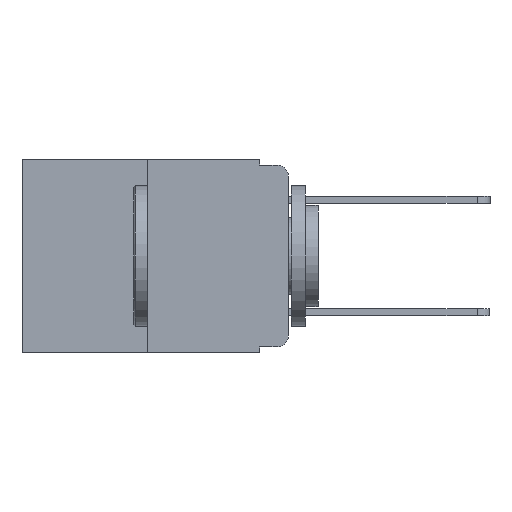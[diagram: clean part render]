
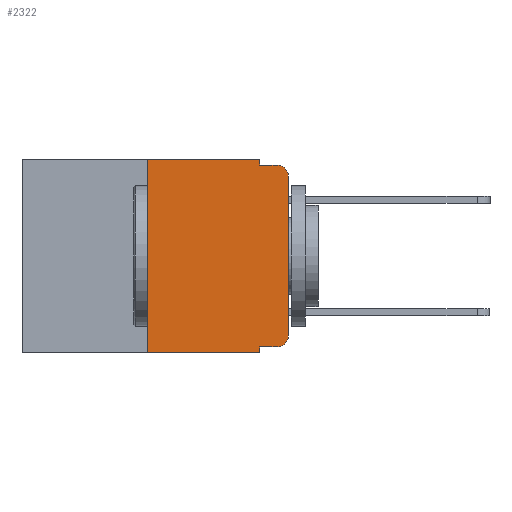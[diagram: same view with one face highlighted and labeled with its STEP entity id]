
A CAD part, left-side view. The second image highlights one B-rep face of the part: STEP entity #2322.
In plain terms, the highlighted planar face has unit normal (-1, 0, 0).
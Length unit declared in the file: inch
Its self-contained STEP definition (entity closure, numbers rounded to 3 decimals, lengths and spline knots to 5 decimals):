
#106 = VERTEX_POINT ( 'NONE', #480 ) ;
#156 = LINE ( 'NONE', #9343, #620 ) ;
#480 = CARTESIAN_POINT ( 'NONE',  ( 0., 0.02, -0.333 ) ) ;
#620 = VECTOR ( 'NONE', #10576, 39.37008 ) ;
#886 = LINE ( 'NONE', #14267, #11102 ) ;
#1092 = VERTEX_POINT ( 'NONE', #8266 ) ;
#1260 = EDGE_LOOP ( 'NONE', ( #12385, #6182, #12739, #16159, #10699, #8172, #11459, #5099, #5550, #2201 ) ) ;
#1300 = CARTESIAN_POINT ( 'NONE',  ( 0., 0.051, -0.01 ) ) ;
#1349 = CARTESIAN_POINT ( 'NONE',  ( 0., 0.25, 0. ) ) ;
#1778 = VERTEX_POINT ( 'NONE', #13745 ) ;
#1989 = FACE_OUTER_BOUND ( 'NONE', #1260, .T. ) ;
#2026 = AXIS2_PLACEMENT_3D ( 'NONE', #6865, #15291, #8133 ) ;
#2056 = CARTESIAN_POINT ( 'NONE',  ( 0., 0., -0.313 ) ) ;
#2172 = EDGE_CURVE ( 'NONE', #4190, #1778, #886, .T. ) ;
#2201 = ORIENTED_EDGE ( 'NONE', *, *, #7578, .T. ) ;
#2322 = ADVANCED_FACE ( 'NONE', ( #1989 ), #3285, .F. ) ;
#2565 = CARTESIAN_POINT ( 'NONE',  ( 0., 0.02, -0.03 ) ) ;
#2805 = VERTEX_POINT ( 'NONE', #12078 ) ;
#2935 = VECTOR ( 'NONE', #13565, 39.37008 ) ;
#3285 = PLANE ( 'NONE',  #13324 ) ;
#3617 = EDGE_CURVE ( 'NONE', #1092, #5695, #6543, .T. ) ;
#3790 = EDGE_CURVE ( 'NONE', #1778, #4580, #10852, .T. ) ;
#4018 = DIRECTION ( 'NONE',  ( 0., 0., -1. ) ) ;
#4190 = VERTEX_POINT ( 'NONE', #2056 ) ;
#4580 = VERTEX_POINT ( 'NONE', #12092 ) ;
#4702 = CARTESIAN_POINT ( 'NONE',  ( 0., 0.473, 0. ) ) ;
#4728 = EDGE_CURVE ( 'NONE', #2805, #16422, #7020, .T. ) ;
#4842 = CARTESIAN_POINT ( 'NONE',  ( 0., 0.051, 0. ) ) ;
#4916 = EDGE_CURVE ( 'NONE', #1092, #106, #10535, .T. ) ;
#4950 = DIRECTION ( 'NONE',  ( 0., 0., -1. ) ) ;
#5099 = ORIENTED_EDGE ( 'NONE', *, *, #3617, .F. ) ;
#5213 = VERTEX_POINT ( 'NONE', #1349 ) ;
#5275 = CARTESIAN_POINT ( 'NONE',  ( 0., 0.473, -0.343 ) ) ;
#5550 = ORIENTED_EDGE ( 'NONE', *, *, #4916, .T. ) ;
#5693 = CARTESIAN_POINT ( 'NONE',  ( 0., 0.25, -0.343 ) ) ;
#5695 = VERTEX_POINT ( 'NONE', #10643 ) ;
#6110 = DIRECTION ( 'NONE',  ( 1., 0., 0. ) ) ;
#6182 = ORIENTED_EDGE ( 'NONE', *, *, #3790, .T. ) ;
#6332 = EDGE_CURVE ( 'NONE', #16493, #5213, #156, .T. ) ;
#6543 = LINE ( 'NONE', #10079, #15769 ) ;
#6569 = CARTESIAN_POINT ( 'NONE',  ( 0., 0.051, -0.333 ) ) ;
#6833 = VECTOR ( 'NONE', #11632, 39.37008 ) ;
#6865 = CARTESIAN_POINT ( 'NONE',  ( 0., 0.02, -0.313 ) ) ;
#7020 = LINE ( 'NONE', #4842, #2935 ) ;
#7577 = CARTESIAN_POINT ( 'NONE',  ( 0., 0.051, -0.01 ) ) ;
#7578 = EDGE_CURVE ( 'NONE', #106, #4190, #13626, .T. ) ;
#8028 = EDGE_CURVE ( 'NONE', #16422, #4580, #13187, .T. ) ;
#8133 = DIRECTION ( 'NONE',  ( 0., 0., -1. ) ) ;
#8172 = ORIENTED_EDGE ( 'NONE', *, *, #6332, .F. ) ;
#8266 = CARTESIAN_POINT ( 'NONE',  ( 0., 0.051, -0.333 ) ) ;
#9060 = DIRECTION ( 'NONE',  ( 0., -1., 0. ) ) ;
#9169 = LINE ( 'NONE', #16140, #12756 ) ;
#9343 = CARTESIAN_POINT ( 'NONE',  ( 0., 0.25, 0. ) ) ;
#10079 = CARTESIAN_POINT ( 'NONE',  ( 0., 0.051, 0. ) ) ;
#10177 = LINE ( 'NONE', #5275, #6833 ) ;
#10535 = LINE ( 'NONE', #6569, #16373 ) ;
#10576 = DIRECTION ( 'NONE',  ( 0., 0., 1. ) ) ;
#10643 = CARTESIAN_POINT ( 'NONE',  ( 0., 0.051, -0.343 ) ) ;
#10699 = ORIENTED_EDGE ( 'NONE', *, *, #15648, .F. ) ;
#10852 = CIRCLE ( 'NONE', #13150, 0.02 ) ;
#11059 = DIRECTION ( 'NONE',  ( 0., 0., 1. ) ) ;
#11102 = VECTOR ( 'NONE', #11059, 39.37008 ) ;
#11106 = EDGE_CURVE ( 'NONE', #16493, #5695, #10177, .T. ) ;
#11459 = ORIENTED_EDGE ( 'NONE', *, *, #11106, .T. ) ;
#11632 = DIRECTION ( 'NONE',  ( 0., -1., 0. ) ) ;
#11713 = DIRECTION ( 'NONE',  ( -1., 0., 0. ) ) ;
#12078 = CARTESIAN_POINT ( 'NONE',  ( 0., 0.051, 0. ) ) ;
#12092 = CARTESIAN_POINT ( 'NONE',  ( 0., 0.02, -0.01 ) ) ;
#12385 = ORIENTED_EDGE ( 'NONE', *, *, #2172, .T. ) ;
#12690 = DIRECTION ( 'NONE',  ( 0., -1., 0. ) ) ;
#12739 = ORIENTED_EDGE ( 'NONE', *, *, #8028, .F. ) ;
#12756 = VECTOR ( 'NONE', #9060, 39.37008 ) ;
#13150 = AXIS2_PLACEMENT_3D ( 'NONE', #2565, #11713, #4018 ) ;
#13187 = LINE ( 'NONE', #7577, #15880 ) ;
#13324 = AXIS2_PLACEMENT_3D ( 'NONE', #4702, #6110, #14614 ) ;
#13565 = DIRECTION ( 'NONE',  ( 0., 0., -1. ) ) ;
#13626 = CIRCLE ( 'NONE', #2026, 0.02 ) ;
#13745 = CARTESIAN_POINT ( 'NONE',  ( 0., 0., -0.03 ) ) ;
#13916 = DIRECTION ( 'NONE',  ( 0., -1., 0. ) ) ;
#14267 = CARTESIAN_POINT ( 'NONE',  ( 0., 0., 0. ) ) ;
#14614 = DIRECTION ( 'NONE',  ( 0., 0., -1. ) ) ;
#15291 = DIRECTION ( 'NONE',  ( -1., 0., 0. ) ) ;
#15648 = EDGE_CURVE ( 'NONE', #5213, #2805, #9169, .T. ) ;
#15769 = VECTOR ( 'NONE', #4950, 39.37008 ) ;
#15880 = VECTOR ( 'NONE', #13916, 39.37008 ) ;
#16140 = CARTESIAN_POINT ( 'NONE',  ( 0., 0.473, 0. ) ) ;
#16159 = ORIENTED_EDGE ( 'NONE', *, *, #4728, .F. ) ;
#16373 = VECTOR ( 'NONE', #12690, 39.37008 ) ;
#16422 = VERTEX_POINT ( 'NONE', #1300 ) ;
#16493 = VERTEX_POINT ( 'NONE', #5693 ) ;
